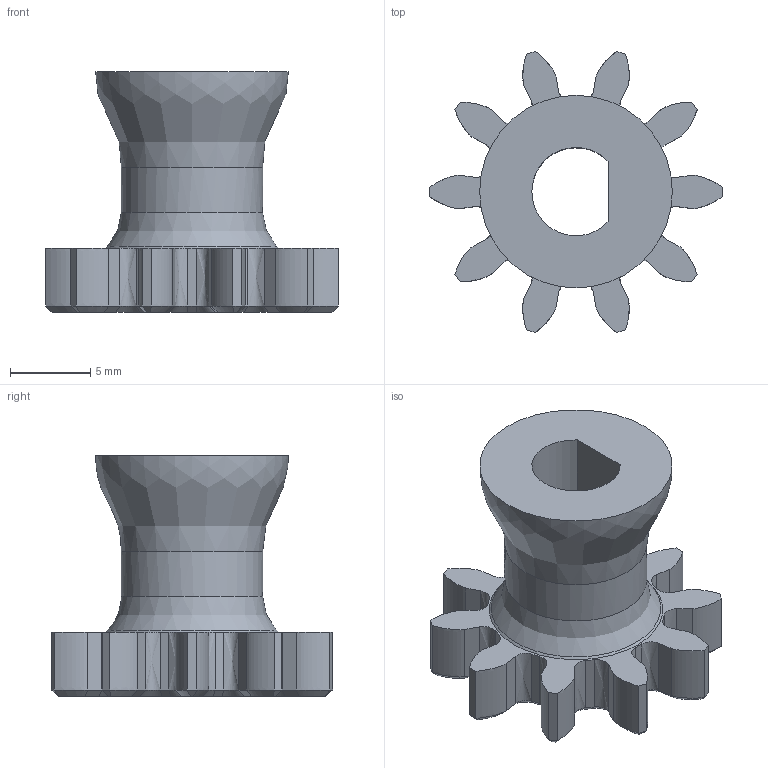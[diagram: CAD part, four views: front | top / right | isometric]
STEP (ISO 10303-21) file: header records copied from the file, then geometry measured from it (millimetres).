
FILE_DESCRIPTION(('FreeCAD Model'),'2;1');
FILE_NAME('Open CASCADE Shape Model','2025-03-17T18:18:23',(''),(''), 'Open CASCADE STEP processor 7.8','FreeCAD','Unknown');
FILE_SCHEMA(('AUTOMOTIVE_DESIGN { 1 0 10303 214 1 1 1 1 }'));
Length unit declared in the file: millimetre
Products named in the file (1): 3-cog-wheel-10-teeth-0.25mm
Bounding box: 18.23 x 17.52 x 15 mm (x, y, z)
Volume: 1140.3 mm3; surface area: 1262 mm2
Topology: 1 solids, 1 shells, 171 faces, 421 edges, 253 vertices
Faces by surface type: bspline 75, extrusion 74, plane 13, cone 4, cylinder 4, revolution 1
Full cylindrical faces by diameter (mm): 8.8 x1
Entity records: 14438 total; most frequent: CARTESIAN_POINT 11282, ORIENTED_EDGE 842, EDGE_CURVE 421, B_SPLINE_CURVE_WITH_KNOTS 339, VERTEX_POINT 253, DIRECTION 251, VECTOR 178, FACE_BOUND 174
